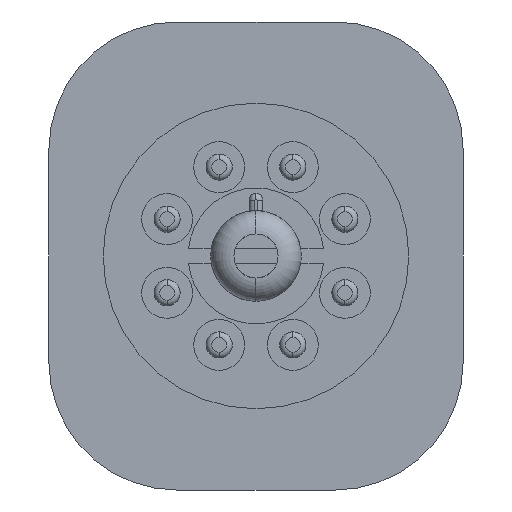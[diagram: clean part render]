
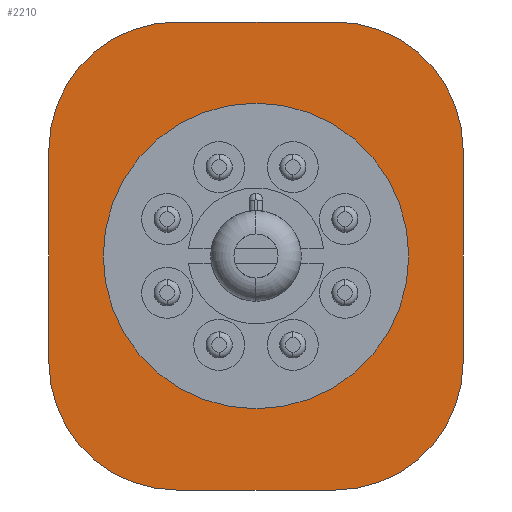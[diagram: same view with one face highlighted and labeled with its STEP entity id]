
A CAD part, front view. The second image highlights one B-rep face of the part: STEP entity #2210.
In plain terms, the highlighted planar face has unit normal (0, -1, 0).
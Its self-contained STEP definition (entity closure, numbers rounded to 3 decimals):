
#103 = VERTEX_POINT ( 'NONE', #1236 ) ;
#398 = EDGE_LOOP ( 'NONE', ( #8780, #2718 ) ) ;
#792 = DIRECTION ( 'NONE',  ( 0., -1., 0. ) ) ;
#859 = LINE ( 'NONE', #13658, #6428 ) ;
#1103 = EDGE_CURVE ( 'NONE', #4368, #7417, #8856, .T. ) ;
#1236 = CARTESIAN_POINT ( 'NONE',  ( 7.001, -26.5, 20.674 ) ) ;
#1311 = ORIENTED_EDGE ( 'NONE', *, *, #11659, .T. ) ;
#1890 = CARTESIAN_POINT ( 'NONE',  ( -6.999, -26.5, -20.676 ) ) ;
#2020 = CARTESIAN_POINT ( 'NONE',  ( 18.301, -26.5, 9.374 ) ) ;
#2065 = CARTESIAN_POINT ( 'NONE',  ( 0., -26.5, 0. ) ) ;
#2096 = CARTESIAN_POINT ( 'NONE',  ( -18.299, -26.5, 9.374 ) ) ;
#2210 = ADVANCED_FACE ( 'NONE', ( #14167, #10203 ), #13706, .F. ) ;
#2222 = DIRECTION ( 'NONE',  ( -1., 0., 0. ) ) ;
#2253 = EDGE_LOOP ( 'NONE', ( #13383, #6887, #7257, #11420, #7298, #1311, #7211, #13173 ) ) ;
#2494 = EDGE_CURVE ( 'NONE', #8600, #6590, #12112, .T. ) ;
#2563 = VERTEX_POINT ( 'NONE', #2096 ) ;
#2692 = CARTESIAN_POINT ( 'NONE',  ( 0., -26.5, 0. ) ) ;
#2718 = ORIENTED_EDGE ( 'NONE', *, *, #2494, .F. ) ;
#2768 = CARTESIAN_POINT ( 'NONE',  ( 0., -26.5, -13.5 ) ) ;
#3168 = DIRECTION ( 'NONE',  ( 0., 0., 1. ) ) ;
#3209 = CIRCLE ( 'NONE', #5695, 11.3 ) ;
#3212 = CARTESIAN_POINT ( 'NONE',  ( 7.001, -26.5, -9.376 ) ) ;
#3328 = CARTESIAN_POINT ( 'NONE',  ( 18.301, -26.5, -9.376 ) ) ;
#3436 = DIRECTION ( 'NONE',  ( 0., -1., 0. ) ) ;
#3452 = CIRCLE ( 'NONE', #5369, 11.3 ) ;
#3648 = CARTESIAN_POINT ( 'NONE',  ( -6.999, -26.5, 20.674 ) ) ;
#3811 = DIRECTION ( 'NONE',  ( 0., 0., 1. ) ) ;
#3934 = DIRECTION ( 'NONE',  ( 1., 0., 0. ) ) ;
#4097 = CARTESIAN_POINT ( 'NONE',  ( -18.299, -26.5, -9.376 ) ) ;
#4340 = DIRECTION ( 'NONE',  ( 0., 0., -1. ) ) ;
#4350 = AXIS2_PLACEMENT_3D ( 'NONE', #6054, #13764, #7163 ) ;
#4368 = VERTEX_POINT ( 'NONE', #1890 ) ;
#4397 = CIRCLE ( 'NONE', #13290, 11.3 ) ;
#4763 = DIRECTION ( 'NONE',  ( 0., -1., 0. ) ) ;
#5306 = EDGE_CURVE ( 'NONE', #7417, #7559, #3452, .T. ) ;
#5369 = AXIS2_PLACEMENT_3D ( 'NONE', #3212, #10991, #4340 ) ;
#5570 = VERTEX_POINT ( 'NONE', #3648 ) ;
#5601 = EDGE_CURVE ( 'NONE', #7559, #9347, #859, .T. ) ;
#5695 = AXIS2_PLACEMENT_3D ( 'NONE', #7441, #792, #8533 ) ;
#5803 = VECTOR ( 'NONE', #12604, 1000. ) ;
#5944 = VECTOR ( 'NONE', #3934, 1000. ) ;
#6054 = CARTESIAN_POINT ( 'NONE',  ( -7., -26.5, -9.375 ) ) ;
#6172 = LINE ( 'NONE', #10485, #5803 ) ;
#6428 = VECTOR ( 'NONE', #12629, 1000. ) ;
#6590 = VERTEX_POINT ( 'NONE', #6929 ) ;
#6887 = ORIENTED_EDGE ( 'NONE', *, *, #5601, .T. ) ;
#6929 = CARTESIAN_POINT ( 'NONE',  ( 0., -26.5, 13.5 ) ) ;
#7163 = DIRECTION ( 'NONE',  ( 0., 0., 1. ) ) ;
#7211 = ORIENTED_EDGE ( 'NONE', *, *, #8201, .T. ) ;
#7257 = ORIENTED_EDGE ( 'NONE', *, *, #8065, .T. ) ;
#7298 = ORIENTED_EDGE ( 'NONE', *, *, #12856, .T. ) ;
#7417 = VERTEX_POINT ( 'NONE', #12038 ) ;
#7441 = CARTESIAN_POINT ( 'NONE',  ( -6.999, -26.5, 9.374 ) ) ;
#7539 = AXIS2_PLACEMENT_3D ( 'NONE', #2692, #10461, #3811 ) ;
#7559 = VERTEX_POINT ( 'NONE', #3328 ) ;
#7628 = EDGE_CURVE ( 'NONE', #103, #5570, #8381, .T. ) ;
#7824 = AXIS2_PLACEMENT_3D ( 'NONE', #11401, #4763, #12507 ) ;
#8065 = EDGE_CURVE ( 'NONE', #9347, #103, #4397, .T. ) ;
#8201 = EDGE_CURVE ( 'NONE', #14341, #4368, #14088, .T. ) ;
#8334 = CARTESIAN_POINT ( 'NONE',  ( 7.001, -26.5, -20.676 ) ) ;
#8381 = LINE ( 'NONE', #12311, #11345 ) ;
#8533 = DIRECTION ( 'NONE',  ( 0., 0., -1. ) ) ;
#8600 = VERTEX_POINT ( 'NONE', #2768 ) ;
#8780 = ORIENTED_EDGE ( 'NONE', *, *, #12244, .F. ) ;
#8856 = LINE ( 'NONE', #8334, #5944 ) ;
#9347 = VERTEX_POINT ( 'NONE', #2020 ) ;
#9814 = DIRECTION ( 'NONE',  ( 0., -1., 0. ) ) ;
#10086 = CARTESIAN_POINT ( 'NONE',  ( 7.001, -26.5, 9.374 ) ) ;
#10203 = FACE_BOUND ( 'NONE', #398, .T. ) ;
#10461 = DIRECTION ( 'NONE',  ( 0., -1., 0. ) ) ;
#10485 = CARTESIAN_POINT ( 'NONE',  ( -18.299, -26.5, -9.376 ) ) ;
#10991 = DIRECTION ( 'NONE',  ( 0., -1., 0. ) ) ;
#11196 = DIRECTION ( 'NONE',  ( 0., 0., -1. ) ) ;
#11345 = VECTOR ( 'NONE', #2222, 1000. ) ;
#11401 = CARTESIAN_POINT ( 'NONE',  ( -6.999, -26.5, -9.376 ) ) ;
#11420 = ORIENTED_EDGE ( 'NONE', *, *, #7628, .T. ) ;
#11659 = EDGE_CURVE ( 'NONE', #2563, #14341, #6172, .T. ) ;
#12038 = CARTESIAN_POINT ( 'NONE',  ( 7.001, -26.5, -20.676 ) ) ;
#12112 = CIRCLE ( 'NONE', #13003, 13.5 ) ;
#12244 = EDGE_CURVE ( 'NONE', #6590, #8600, #12889, .T. ) ;
#12311 = CARTESIAN_POINT ( 'NONE',  ( 7.001, -26.5, 20.674 ) ) ;
#12507 = DIRECTION ( 'NONE',  ( 0., 0., 1. ) ) ;
#12604 = DIRECTION ( 'NONE',  ( 0., 0., -1. ) ) ;
#12629 = DIRECTION ( 'NONE',  ( 0., 0., 1. ) ) ;
#12856 = EDGE_CURVE ( 'NONE', #5570, #2563, #3209, .T. ) ;
#12889 = CIRCLE ( 'NONE', #7539, 13.5 ) ;
#13003 = AXIS2_PLACEMENT_3D ( 'NONE', #2065, #9814, #3168 ) ;
#13173 = ORIENTED_EDGE ( 'NONE', *, *, #1103, .T. ) ;
#13290 = AXIS2_PLACEMENT_3D ( 'NONE', #10086, #3436, #11196 ) ;
#13383 = ORIENTED_EDGE ( 'NONE', *, *, #5306, .T. ) ;
#13658 = CARTESIAN_POINT ( 'NONE',  ( 18.301, -26.5, -9.376 ) ) ;
#13706 = PLANE ( 'NONE',  #4350 ) ;
#13764 = DIRECTION ( 'NONE',  ( 0., 1., 0. ) ) ;
#14088 = CIRCLE ( 'NONE', #7824, 11.3 ) ;
#14167 = FACE_OUTER_BOUND ( 'NONE', #2253, .T. ) ;
#14341 = VERTEX_POINT ( 'NONE', #4097 ) ;
